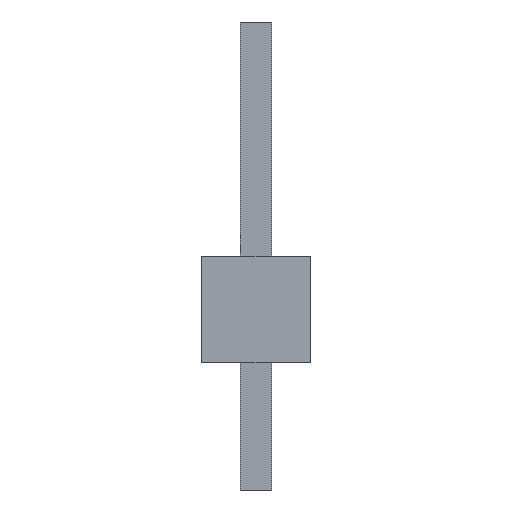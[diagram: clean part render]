
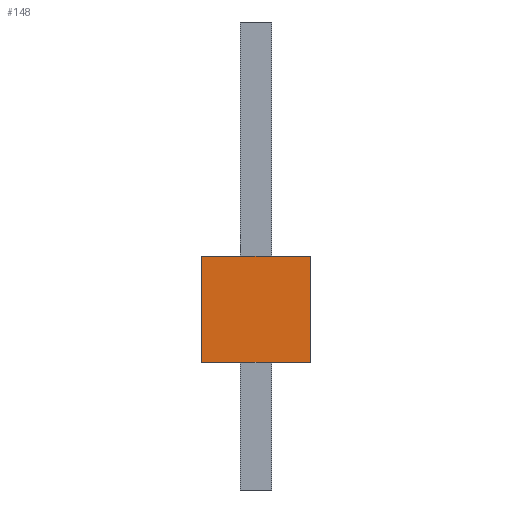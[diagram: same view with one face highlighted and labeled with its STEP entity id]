
A CAD part, front view. The second image highlights one B-rep face of the part: STEP entity #148.
In plain terms, the highlighted planar face has unit normal (0, -1, 0).
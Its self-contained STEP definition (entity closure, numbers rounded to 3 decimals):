
#13=DIRECTION('',(0.,0.,1.));
#14=DIRECTION('',(1.,0.,0.));
#99=EDGE_CURVE('',#100,#102,#104,.T.);
#100=VERTEX_POINT('',#101);
#101=CARTESIAN_POINT('',(-1.27,-1.271,0.));
#102=VERTEX_POINT('',#103);
#103=CARTESIAN_POINT('',(-1.27,-1.271,2.5));
#104=LINE('',#101,#105);
#105=VECTOR('',#13,1.);
#112=DIRECTION('',(0.,1.,0.));
#126=ORIENTED_EDGE('',*,*,#127,.F.);
#127=EDGE_CURVE('',#128,#130,#132,.T.);
#128=VERTEX_POINT('',#129);
#129=CARTESIAN_POINT('',(1.27,-1.271,0.));
#130=VERTEX_POINT('',#131);
#131=CARTESIAN_POINT('',(1.27,-1.271,2.5));
#132=LINE('',#129,#105);
#148=ADVANCED_FACE('',(#149),#159,.F.);
#149=FACE_BOUND('',#150,.F.);
#150=EDGE_LOOP('',(#151,#155,#156,#126));
#151=ORIENTED_EDGE('',*,*,#152,.F.);
#152=EDGE_CURVE('',#100,#128,#153,.T.);
#153=LINE('',#101,#154);
#154=VECTOR('',#14,1.);
#155=ORIENTED_EDGE('',*,*,#99,.T.);
#156=ORIENTED_EDGE('',*,*,#157,.T.);
#157=EDGE_CURVE('',#102,#130,#158,.T.);
#158=LINE('',#103,#154);
#159=PLANE('',#160);
#160=AXIS2_PLACEMENT_3D('',#101,#112,#13);
